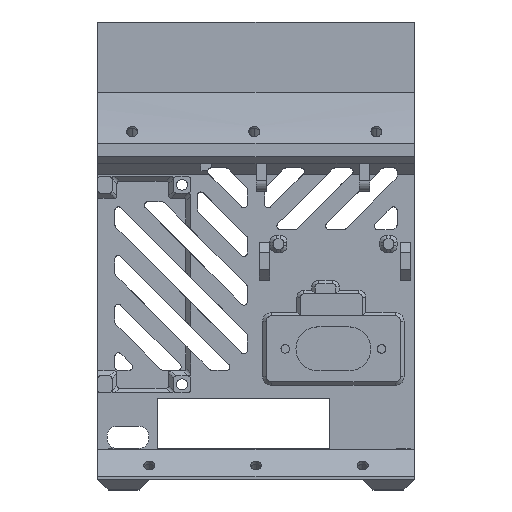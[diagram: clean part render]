
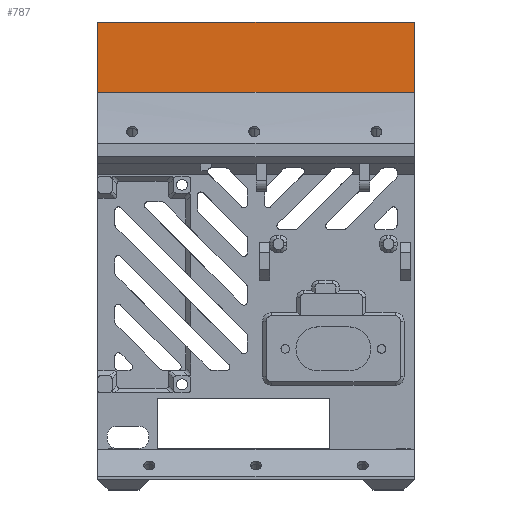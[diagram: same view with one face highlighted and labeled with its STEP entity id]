
A CAD part, top view. The second image highlights one B-rep face of the part: STEP entity #787.
In plain terms, the highlighted planar face has unit normal (0, 0, 1).
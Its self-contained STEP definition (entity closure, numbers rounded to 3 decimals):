
#293 = ORIENTED_EDGE ( 'NONE', *, *, #4840, .F. ) ;
#398 = DIRECTION ( 'NONE',  ( 0., 0., -1. ) ) ;
#787 = ADVANCED_FACE ( 'NONE', ( #2760 ), #2545, .F. ) ;
#1206 = CARTESIAN_POINT ( 'NONE',  ( -46., 133., -0.1 ) ) ;
#1595 = CARTESIAN_POINT ( 'NONE',  ( 46., 133., -0.1 ) ) ;
#1981 = VECTOR ( 'NONE', #2713, 1000. ) ;
#2188 = ORIENTED_EDGE ( 'NONE', *, *, #3916, .T. ) ;
#2353 = DIRECTION ( 'NONE',  ( -1., 0., 0. ) ) ;
#2358 = VERTEX_POINT ( 'NONE', #2367 ) ;
#2367 = CARTESIAN_POINT ( 'NONE',  ( -46., 133., -0.1 ) ) ;
#2545 = PLANE ( 'NONE',  #5032 ) ;
#2713 = DIRECTION ( 'NONE',  ( -1., 0., 0. ) ) ;
#2760 = FACE_OUTER_BOUND ( 'NONE', #10242, .T. ) ;
#2926 = VERTEX_POINT ( 'NONE', #11078 ) ;
#3916 = EDGE_CURVE ( 'NONE', #5068, #2358, #4436, .T. ) ;
#4436 = LINE ( 'NONE', #8784, #9602 ) ;
#4775 = DIRECTION ( 'NONE',  ( 0., 1., 0. ) ) ;
#4840 = EDGE_CURVE ( 'NONE', #2926, #7975, #6000, .T. ) ;
#5032 = AXIS2_PLACEMENT_3D ( 'NONE', #6910, #398, #4775 ) ;
#5068 = VERTEX_POINT ( 'NONE', #1595 ) ;
#5093 = VECTOR ( 'NONE', #11749, 1000. ) ;
#6000 = LINE ( 'NONE', #9192, #1981 ) ;
#6910 = CARTESIAN_POINT ( 'NONE',  ( 46., 133., -0.1 ) ) ;
#6911 = ORIENTED_EDGE ( 'NONE', *, *, #14029, .F. ) ;
#7390 = ORIENTED_EDGE ( 'NONE', *, *, #11380, .T. ) ;
#7427 = VECTOR ( 'NONE', #10782, 1000. ) ;
#7975 = VERTEX_POINT ( 'NONE', #8371 ) ;
#8371 = CARTESIAN_POINT ( 'NONE',  ( -46., 112.569, -0.1 ) ) ;
#8784 = CARTESIAN_POINT ( 'NONE',  ( 46., 133., -0.1 ) ) ;
#9192 = CARTESIAN_POINT ( 'NONE',  ( 46., 112.569, -0.1 ) ) ;
#9602 = VECTOR ( 'NONE', #2353, 1000. ) ;
#10242 = EDGE_LOOP ( 'NONE', ( #7390, #293, #6911, #2188 ) ) ;
#10782 = DIRECTION ( 'NONE',  ( 0., -1., 0. ) ) ;
#11078 = CARTESIAN_POINT ( 'NONE',  ( 46., 112.569, -0.1 ) ) ;
#11380 = EDGE_CURVE ( 'NONE', #2358, #7975, #13973, .T. ) ;
#11749 = DIRECTION ( 'NONE',  ( 0., -1., 0. ) ) ;
#11881 = CARTESIAN_POINT ( 'NONE',  ( 46., 133., -0.1 ) ) ;
#12210 = LINE ( 'NONE', #11881, #5093 ) ;
#13973 = LINE ( 'NONE', #1206, #7427 ) ;
#14029 = EDGE_CURVE ( 'NONE', #5068, #2926, #12210, .T. ) ;
